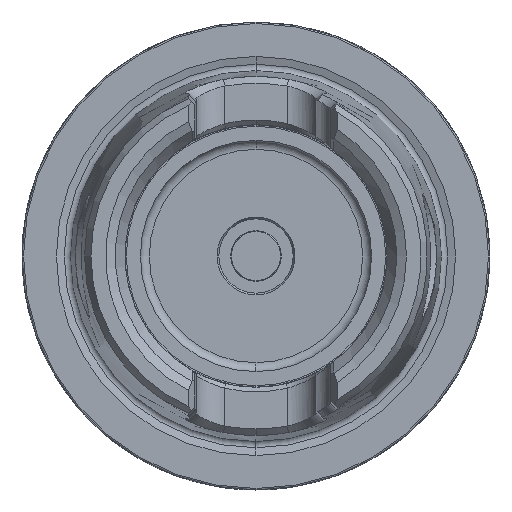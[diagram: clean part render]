
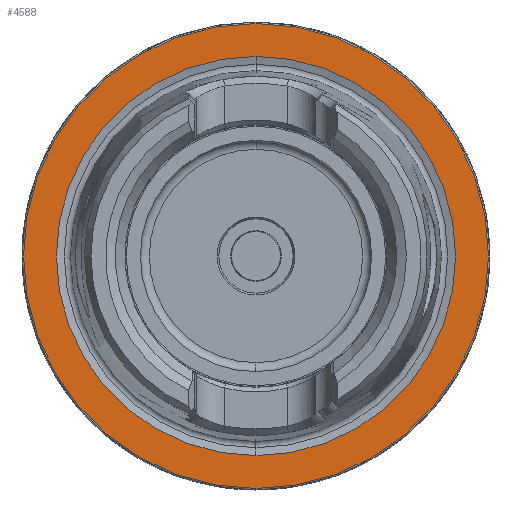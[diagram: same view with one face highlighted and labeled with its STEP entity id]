
A CAD part, left-side view. The second image highlights one B-rep face of the part: STEP entity #4588.
In plain terms, the highlighted planar face has unit normal (-1, 0, 0).
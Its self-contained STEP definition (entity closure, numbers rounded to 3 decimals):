
#2 = CARTESIAN_POINT ( 'NONE',  ( 0., 0., 0. ) ) ;
#170 = EDGE_CURVE ( 'NONE', #11199, #307, #2698, .T. ) ;
#307 = VERTEX_POINT ( 'NONE', #1943 ) ;
#536 = CIRCLE ( 'NONE', #3509, 31.275 ) ;
#726 = EDGE_CURVE ( 'NONE', #7647, #10617, #10054, .T. ) ;
#1005 = AXIS2_PLACEMENT_3D ( 'NONE', #6562, #6471, #6420 ) ;
#1049 = ORIENTED_EDGE ( 'NONE', *, *, #170, .T. ) ;
#1632 = EDGE_CURVE ( 'NONE', #10617, #7647, #12135, .T. ) ;
#1943 = CARTESIAN_POINT ( 'NONE',  ( 0., 0., 31.275 ) ) ;
#1951 = DIRECTION ( 'NONE',  ( 0., 0., -1. ) ) ;
#2698 = CIRCLE ( 'NONE', #1005, 31.275 ) ;
#2892 = EDGE_LOOP ( 'NONE', ( #6891, #1049 ) ) ;
#2928 = ORIENTED_EDGE ( 'NONE', *, *, #726, .F. ) ;
#3138 = CARTESIAN_POINT ( 'NONE',  ( 0., 31.275, 0. ) ) ;
#3509 = AXIS2_PLACEMENT_3D ( 'NONE', #11227, #5059, #12251 ) ;
#4169 = DIRECTION ( 'NONE',  ( 1., 0., 0. ) ) ;
#4588 = ADVANCED_FACE ( 'NONE', ( #12744, #10313 ), #6785, .F. ) ;
#5059 = DIRECTION ( 'NONE',  ( -1., 0., 0. ) ) ;
#6181 = AXIS2_PLACEMENT_3D ( 'NONE', #2, #12285, #13191 ) ;
#6415 = EDGE_LOOP ( 'NONE', ( #6772, #2928 ) ) ;
#6420 = DIRECTION ( 'NONE',  ( 0., 0., 1. ) ) ;
#6471 = DIRECTION ( 'NONE',  ( -1., 0., 0. ) ) ;
#6562 = CARTESIAN_POINT ( 'NONE',  ( 0., 0., 0. ) ) ;
#6700 = CARTESIAN_POINT ( 'NONE',  ( 0., 0., 0. ) ) ;
#6746 = DIRECTION ( 'NONE',  ( -1., 0., 0. ) ) ;
#6772 = ORIENTED_EDGE ( 'NONE', *, *, #1632, .F. ) ;
#6785 = PLANE ( 'NONE',  #11112 ) ;
#6871 = DIRECTION ( 'NONE',  ( 0., 0., 1. ) ) ;
#6891 = ORIENTED_EDGE ( 'NONE', *, *, #10424, .T. ) ;
#7647 = VERTEX_POINT ( 'NONE', #9847 ) ;
#9652 = CARTESIAN_POINT ( 'NONE',  ( 0., 0., 26.85 ) ) ;
#9847 = CARTESIAN_POINT ( 'NONE',  ( 0., 0., -26.85 ) ) ;
#10054 = CIRCLE ( 'NONE', #11768, 26.85 ) ;
#10313 = FACE_OUTER_BOUND ( 'NONE', #2892, .T. ) ;
#10424 = EDGE_CURVE ( 'NONE', #307, #11199, #536, .T. ) ;
#10617 = VERTEX_POINT ( 'NONE', #9652 ) ;
#10844 = CARTESIAN_POINT ( 'NONE',  ( 0., 0., -31.275 ) ) ;
#11112 = AXIS2_PLACEMENT_3D ( 'NONE', #3138, #4169, #1951 ) ;
#11199 = VERTEX_POINT ( 'NONE', #10844 ) ;
#11227 = CARTESIAN_POINT ( 'NONE',  ( 0., 0., 0. ) ) ;
#11768 = AXIS2_PLACEMENT_3D ( 'NONE', #6700, #6746, #6871 ) ;
#12135 = CIRCLE ( 'NONE', #6181, 26.85 ) ;
#12251 = DIRECTION ( 'NONE',  ( 0., 0., 1. ) ) ;
#12285 = DIRECTION ( 'NONE',  ( -1., 0., 0. ) ) ;
#12744 = FACE_BOUND ( 'NONE', #6415, .T. ) ;
#13191 = DIRECTION ( 'NONE',  ( 0., 0., 1. ) ) ;
